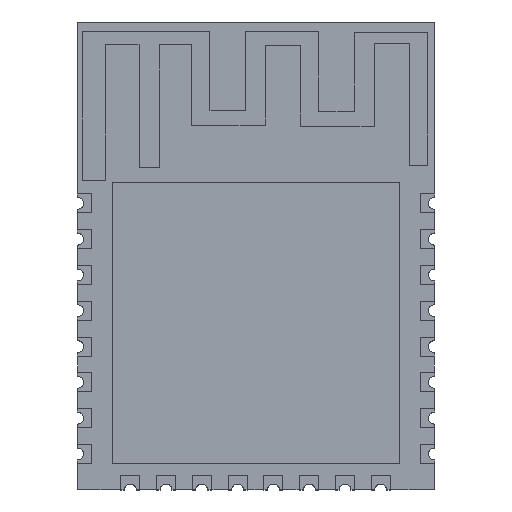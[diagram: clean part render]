
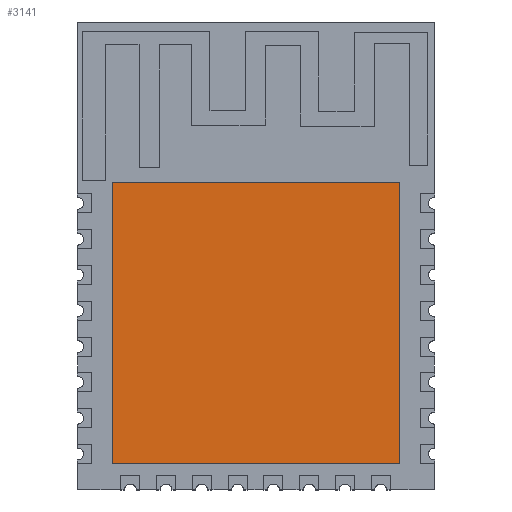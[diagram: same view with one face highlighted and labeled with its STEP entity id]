
A CAD part, top view. The second image highlights one B-rep face of the part: STEP entity #3141.
In plain terms, the highlighted planar face has unit normal (0, 0, 1).
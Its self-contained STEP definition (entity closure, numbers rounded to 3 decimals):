
#3014 = VERTEX_POINT('',#3015);
#3015 = CARTESIAN_POINT('',(-6.03,-8.695,2.1));
#3021 = EDGE_CURVE('',#3014,#3022,#3024,.T.);
#3022 = VERTEX_POINT('',#3023);
#3023 = CARTESIAN_POINT('',(-6.03,3.058,2.1));
#3024 = LINE('',#3025,#3026);
#3025 = CARTESIAN_POINT('',(-6.03,-8.695,2.1));
#3026 = VECTOR('',#3027,1.);
#3027 = DIRECTION('',(0.,1.,0.));
#3045 = VERTEX_POINT('',#3046);
#3046 = CARTESIAN_POINT('',(5.97,-8.695,2.1));
#3052 = EDGE_CURVE('',#3045,#3014,#3053,.T.);
#3053 = LINE('',#3054,#3055);
#3054 = CARTESIAN_POINT('',(5.97,-8.695,2.1));
#3055 = VECTOR('',#3056,1.);
#3056 = DIRECTION('',(-1.,0.,0.));
#3069 = EDGE_CURVE('',#3022,#3070,#3072,.T.);
#3070 = VERTEX_POINT('',#3071);
#3071 = CARTESIAN_POINT('',(5.97,3.058,2.1));
#3072 = LINE('',#3073,#3074);
#3073 = CARTESIAN_POINT('',(-6.03,3.058,2.1));
#3074 = VECTOR('',#3075,1.);
#3075 = DIRECTION('',(1.,0.,0.));
#3093 = EDGE_CURVE('',#3070,#3045,#3094,.T.);
#3094 = LINE('',#3095,#3096);
#3095 = CARTESIAN_POINT('',(5.97,3.058,2.1));
#3096 = VECTOR('',#3097,1.);
#3097 = DIRECTION('',(0.,-1.,0.));
#3141 = ADVANCED_FACE('',(#3142),#3148,.T.);
#3142 = FACE_BOUND('',#3143,.F.);
#3143 = EDGE_LOOP('',(#3144,#3145,#3146,#3147));
#3144 = ORIENTED_EDGE('',*,*,#3069,.T.);
#3145 = ORIENTED_EDGE('',*,*,#3093,.T.);
#3146 = ORIENTED_EDGE('',*,*,#3052,.T.);
#3147 = ORIENTED_EDGE('',*,*,#3021,.T.);
#3148 = PLANE('',#3149);
#3149 = AXIS2_PLACEMENT_3D('',#3150,#3151,#3152);
#3150 = CARTESIAN_POINT('',(-6.03,3.058,2.1));
#3151 = DIRECTION('',(0.,0.,1.));
#3152 = DIRECTION('',(1.,0.,0.));
